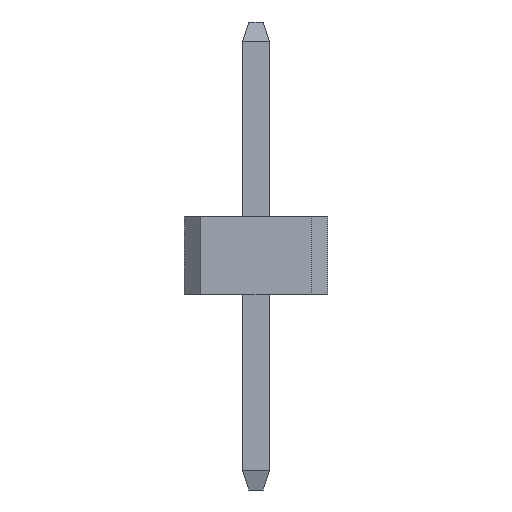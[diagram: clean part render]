
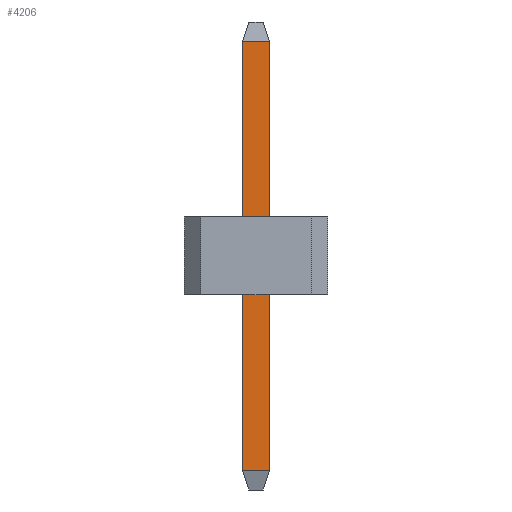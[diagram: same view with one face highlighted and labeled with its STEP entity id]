
A CAD part, front view. The second image highlights one B-rep face of the part: STEP entity #4206.
In plain terms, the highlighted face is planar.
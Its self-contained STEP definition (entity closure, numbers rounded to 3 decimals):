
#3853 = PLANE('',#3854);
#3854 = AXIS2_PLACEMENT_3D('',#3855,#3856,#3857);
#3855 = CARTESIAN_POINT('',(6.14,0.21,-3.));
#3856 = DIRECTION('',(0.,1.,0.));
#3857 = DIRECTION('',(1.,0.,0.));
#3878 = VERTEX_POINT('',#3879);
#3879 = CARTESIAN_POINT('',(6.56,0.21,3.9));
#3905 = EDGE_CURVE('',#3906,#3878,#3908,.T.);
#3906 = VERTEX_POINT('',#3907);
#3907 = CARTESIAN_POINT('',(6.56,0.21,-2.7));
#3908 = SURFACE_CURVE('',#3909,(#3913,#3920),.PCURVE_S1.);
#3909 = LINE('',#3910,#3911);
#3910 = CARTESIAN_POINT('',(6.56,0.21,-3.));
#3911 = VECTOR('',#3912,1.);
#3912 = DIRECTION('',(0.,0.,1.));
#3913 = PCURVE('',#3853,#3914);
#3914 = DEFINITIONAL_REPRESENTATION('',(#3915),#3919);
#3915 = LINE('',#3916,#3917);
#3916 = CARTESIAN_POINT('',(0.42,0.));
#3917 = VECTOR('',#3918,1.);
#3918 = DIRECTION('',(0.,-1.));
#3919 = ( GEOMETRIC_REPRESENTATION_CONTEXT(2) 
PARAMETRIC_REPRESENTATION_CONTEXT() REPRESENTATION_CONTEXT('2D SPACE',''
  ) );
#3920 = PCURVE('',#3921,#3926);
#3921 = PLANE('',#3922);
#3922 = AXIS2_PLACEMENT_3D('',#3923,#3924,#3925);
#3923 = CARTESIAN_POINT('',(6.56,0.21,-3.));
#3924 = DIRECTION('',(1.,0.,0.));
#3925 = DIRECTION('',(0.,-1.,0.));
#3926 = DEFINITIONAL_REPRESENTATION('',(#3927),#3931);
#3927 = LINE('',#3928,#3929);
#3928 = CARTESIAN_POINT('',(0.,0.));
#3929 = VECTOR('',#3930,1.);
#3930 = DIRECTION('',(0.,-1.));
#3931 = ( GEOMETRIC_REPRESENTATION_CONTEXT(2) 
PARAMETRIC_REPRESENTATION_CONTEXT() REPRESENTATION_CONTEXT('2D SPACE',''
  ) );
#3980 = PLANE('',#3981);
#3981 = AXIS2_PLACEMENT_3D('',#3982,#3983,#3984);
#3982 = CARTESIAN_POINT('',(6.56,-0.21,-3.));
#3983 = DIRECTION('',(0.,-1.,0.));
#3984 = DIRECTION('',(-1.,0.,0.));
#4088 = PLANE('',#4089);
#4089 = AXIS2_PLACEMENT_3D('',#4090,#4091,#4092);
#4090 = CARTESIAN_POINT('',(6.51,0.21,-2.85));
#4091 = DIRECTION('',(-0.949,0.,0.316
    ));
#4092 = DIRECTION('',(0.,1.,0.));
#4169 = PLANE('',#4170);
#4170 = AXIS2_PLACEMENT_3D('',#4171,#4172,#4173);
#4171 = CARTESIAN_POINT('',(6.51,0.21,4.05));
#4172 = DIRECTION('',(0.949,0.,0.316
    ));
#4173 = DIRECTION('',(0.,1.,0.));
#4206 = ADVANCED_FACE('',(#4207),#3921,.T.);
#4207 = FACE_BOUND('',#4208,.T.);
#4208 = EDGE_LOOP('',(#4209,#4210,#4233,#4256));
#4209 = ORIENTED_EDGE('',*,*,#3905,.T.);
#4210 = ORIENTED_EDGE('',*,*,#4211,.T.);
#4211 = EDGE_CURVE('',#3878,#4212,#4214,.T.);
#4212 = VERTEX_POINT('',#4213);
#4213 = CARTESIAN_POINT('',(6.56,-0.21,3.9));
#4214 = SURFACE_CURVE('',#4215,(#4219,#4226),.PCURVE_S1.);
#4215 = LINE('',#4216,#4217);
#4216 = CARTESIAN_POINT('',(6.56,0.21,3.9));
#4217 = VECTOR('',#4218,1.);
#4218 = DIRECTION('',(0.,-1.,0.));
#4219 = PCURVE('',#3921,#4220);
#4220 = DEFINITIONAL_REPRESENTATION('',(#4221),#4225);
#4221 = LINE('',#4222,#4223);
#4222 = CARTESIAN_POINT('',(0.,-6.9));
#4223 = VECTOR('',#4224,1.);
#4224 = DIRECTION('',(1.,0.));
#4225 = ( GEOMETRIC_REPRESENTATION_CONTEXT(2) 
PARAMETRIC_REPRESENTATION_CONTEXT() REPRESENTATION_CONTEXT('2D SPACE',''
  ) );
#4226 = PCURVE('',#4169,#4227);
#4227 = DEFINITIONAL_REPRESENTATION('',(#4228),#4232);
#4228 = LINE('',#4229,#4230);
#4229 = CARTESIAN_POINT('',(0.,-0.158));
#4230 = VECTOR('',#4231,1.);
#4231 = DIRECTION('',(-1.,0.));
#4232 = ( GEOMETRIC_REPRESENTATION_CONTEXT(2) 
PARAMETRIC_REPRESENTATION_CONTEXT() REPRESENTATION_CONTEXT('2D SPACE',''
  ) );
#4233 = ORIENTED_EDGE('',*,*,#4234,.F.);
#4234 = EDGE_CURVE('',#4235,#4212,#4237,.T.);
#4235 = VERTEX_POINT('',#4236);
#4236 = CARTESIAN_POINT('',(6.56,-0.21,-2.7));
#4237 = SURFACE_CURVE('',#4238,(#4242,#4249),.PCURVE_S1.);
#4238 = LINE('',#4239,#4240);
#4239 = CARTESIAN_POINT('',(6.56,-0.21,-3.));
#4240 = VECTOR('',#4241,1.);
#4241 = DIRECTION('',(0.,0.,1.));
#4242 = PCURVE('',#3921,#4243);
#4243 = DEFINITIONAL_REPRESENTATION('',(#4244),#4248);
#4244 = LINE('',#4245,#4246);
#4245 = CARTESIAN_POINT('',(0.42,0.));
#4246 = VECTOR('',#4247,1.);
#4247 = DIRECTION('',(0.,-1.));
#4248 = ( GEOMETRIC_REPRESENTATION_CONTEXT(2) 
PARAMETRIC_REPRESENTATION_CONTEXT() REPRESENTATION_CONTEXT('2D SPACE',''
  ) );
#4249 = PCURVE('',#3980,#4250);
#4250 = DEFINITIONAL_REPRESENTATION('',(#4251),#4255);
#4251 = LINE('',#4252,#4253);
#4252 = CARTESIAN_POINT('',(0.,0.));
#4253 = VECTOR('',#4254,1.);
#4254 = DIRECTION('',(0.,-1.));
#4255 = ( GEOMETRIC_REPRESENTATION_CONTEXT(2) 
PARAMETRIC_REPRESENTATION_CONTEXT() REPRESENTATION_CONTEXT('2D SPACE',''
  ) );
#4256 = ORIENTED_EDGE('',*,*,#4257,.F.);
#4257 = EDGE_CURVE('',#3906,#4235,#4258,.T.);
#4258 = SURFACE_CURVE('',#4259,(#4263,#4270),.PCURVE_S1.);
#4259 = LINE('',#4260,#4261);
#4260 = CARTESIAN_POINT('',(6.56,0.21,-2.7));
#4261 = VECTOR('',#4262,1.);
#4262 = DIRECTION('',(0.,-1.,0.));
#4263 = PCURVE('',#3921,#4264);
#4264 = DEFINITIONAL_REPRESENTATION('',(#4265),#4269);
#4265 = LINE('',#4266,#4267);
#4266 = CARTESIAN_POINT('',(0.,-0.3));
#4267 = VECTOR('',#4268,1.);
#4268 = DIRECTION('',(1.,0.));
#4269 = ( GEOMETRIC_REPRESENTATION_CONTEXT(2) 
PARAMETRIC_REPRESENTATION_CONTEXT() REPRESENTATION_CONTEXT('2D SPACE',''
  ) );
#4270 = PCURVE('',#4088,#4271);
#4271 = DEFINITIONAL_REPRESENTATION('',(#4272),#4276);
#4272 = LINE('',#4273,#4274);
#4273 = CARTESIAN_POINT('',(0.,-0.158));
#4274 = VECTOR('',#4275,1.);
#4275 = DIRECTION('',(-1.,0.));
#4276 = ( GEOMETRIC_REPRESENTATION_CONTEXT(2) 
PARAMETRIC_REPRESENTATION_CONTEXT() REPRESENTATION_CONTEXT('2D SPACE',''
  ) );
